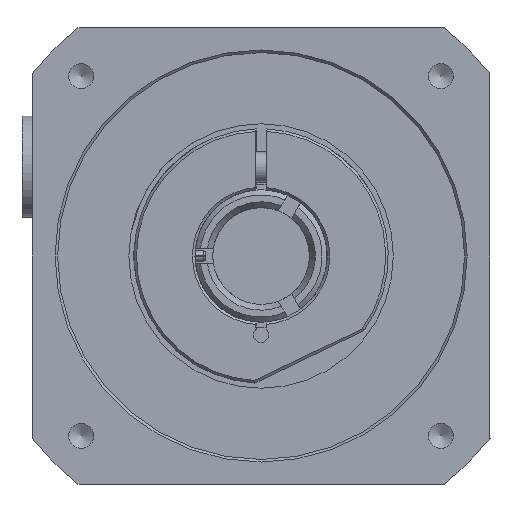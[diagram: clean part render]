
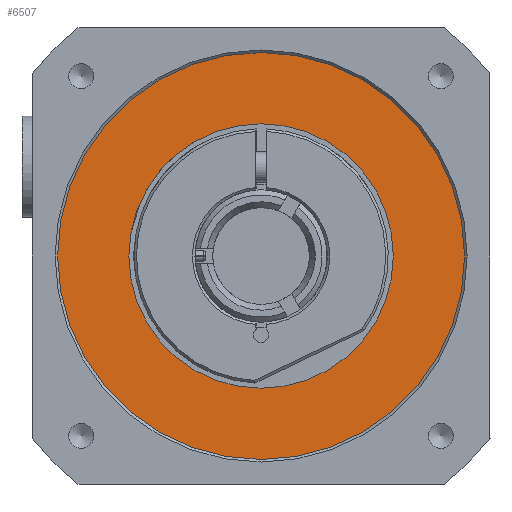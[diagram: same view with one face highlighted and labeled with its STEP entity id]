
A CAD part, left-side view. The second image highlights one B-rep face of the part: STEP entity #6507.
In plain terms, the highlighted planar face has unit normal (-1, 0, 0).
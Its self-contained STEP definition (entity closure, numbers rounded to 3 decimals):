
#453=FACE_BOUND('',#1397,.T.);
#868=FACE_OUTER_BOUND('',#1396,.T.);
#1396=EDGE_LOOP('',(#5332));
#1397=EDGE_LOOP('',(#5333));
#1812=CIRCLE('',#7186,40.);
#1813=CIRCLE('',#7187,26.);
#3045=VERTEX_POINT('',#11541);
#3046=VERTEX_POINT('',#11543);
#3841=EDGE_CURVE('',#3045,#3045,#1812,.T.);
#3842=EDGE_CURVE('',#3046,#3046,#1813,.T.);
#5332=ORIENTED_EDGE('',*,*,#3841,.T.);
#5333=ORIENTED_EDGE('',*,*,#3842,.T.);
#5786=PLANE('',#7185);
#6507=ADVANCED_FACE('',(#868,#453),#5786,.F.);
#7185=AXIS2_PLACEMENT_3D('',#11540,#8790,#8791);
#7186=AXIS2_PLACEMENT_3D('',#11542,#8792,#8793);
#7187=AXIS2_PLACEMENT_3D('',#11544,#8794,#8795);
#8790=DIRECTION('center_axis',(1.,0.,0.));
#8791=DIRECTION('ref_axis',(0.,0.,-1.));
#8792=DIRECTION('center_axis',(-1.,0.,0.));
#8793=DIRECTION('ref_axis',(0.,0.,
-1.));
#8794=DIRECTION('center_axis',(1.,0.,0.));
#8795=DIRECTION('ref_axis',(0.,0.,
-1.));
#11540=CARTESIAN_POINT('Origin',(-68.5,0.,
0.));
#11541=CARTESIAN_POINT('',(-68.5,0.,40.));
#11542=CARTESIAN_POINT('Origin',(-68.5,0.,
0.));
#11543=CARTESIAN_POINT('',(-68.5,0.,26.));
#11544=CARTESIAN_POINT('Origin',(-68.5,0.,
0.));
